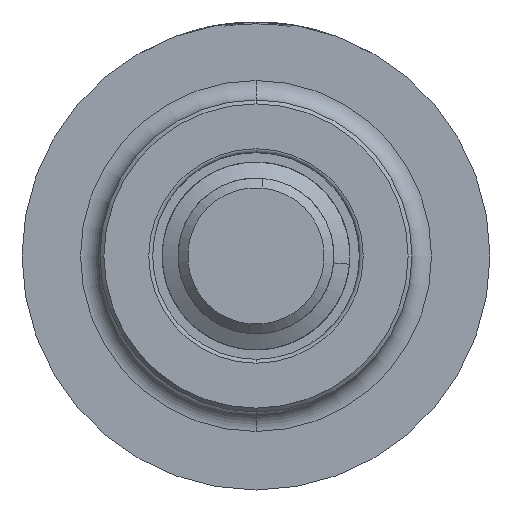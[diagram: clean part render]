
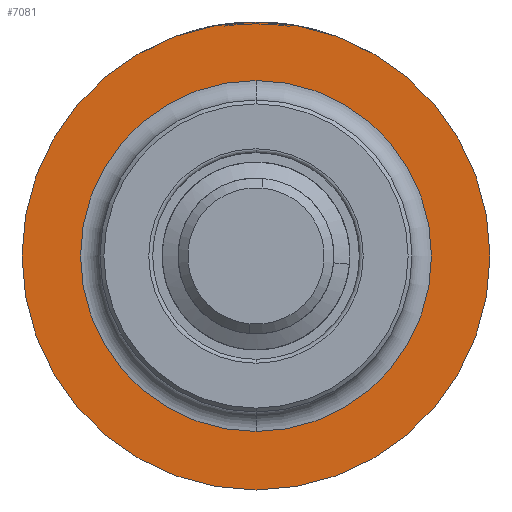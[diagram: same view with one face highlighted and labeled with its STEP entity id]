
A CAD part, front view. The second image highlights one B-rep face of the part: STEP entity #7081.
In plain terms, the highlighted planar face has unit normal (0, -1, 0).
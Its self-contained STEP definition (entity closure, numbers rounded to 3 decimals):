
#18 = AXIS2_PLACEMENT_3D ( 'NONE', #3389, #7715, #334 ) ;
#334 = DIRECTION ( 'NONE',  ( 0., 0., -1. ) ) ;
#637 = EDGE_CURVE ( 'NONE', #5004, #5155, #1413, .T. ) ;
#669 = DIRECTION ( 'NONE',  ( 0., 0., -1. ) ) ;
#776 = AXIS2_PLACEMENT_3D ( 'NONE', #5559, #1849, #6189 ) ;
#803 = EDGE_CURVE ( 'NONE', #3385, #7008, #3142, .T. ) ;
#1109 = CIRCLE ( 'NONE', #776, 9. ) ;
#1137 = EDGE_CURVE ( 'NONE', #5155, #5004, #7870, .T. ) ;
#1196 = EDGE_CURVE ( 'NONE', #7008, #3385, #1109, .T. ) ;
#1413 = CIRCLE ( 'NONE', #7865, 12. ) ;
#1849 = DIRECTION ( 'NONE',  ( 0., -1., 0. ) ) ;
#2219 = DIRECTION ( 'NONE',  ( 0., -1., 0. ) ) ;
#2225 = DIRECTION ( 'NONE',  ( 0., 0., -1. ) ) ;
#2285 = CARTESIAN_POINT ( 'NONE',  ( 0., 9.42, -12. ) ) ;
#2624 = ORIENTED_EDGE ( 'NONE', *, *, #637, .T. ) ;
#2648 = FACE_BOUND ( 'NONE', #7789, .T. ) ;
#3099 = AXIS2_PLACEMENT_3D ( 'NONE', #3752, #5618, #669 ) ;
#3142 = CIRCLE ( 'NONE', #18, 9. ) ;
#3385 = VERTEX_POINT ( 'NONE', #5272 ) ;
#3389 = CARTESIAN_POINT ( 'NONE',  ( 0., 9.42, 0. ) ) ;
#3733 = ORIENTED_EDGE ( 'NONE', *, *, #1196, .F. ) ;
#3752 = CARTESIAN_POINT ( 'NONE',  ( 0., 9.42, 0. ) ) ;
#4177 = PLANE ( 'NONE',  #6367 ) ;
#4207 = CARTESIAN_POINT ( 'NONE',  ( 9., 9.42, 0. ) ) ;
#4374 = FACE_OUTER_BOUND ( 'NONE', #6808, .T. ) ;
#4644 = DIRECTION ( 'NONE',  ( 0., 0., -1. ) ) ;
#4651 = CARTESIAN_POINT ( 'NONE',  ( 0., 9.42, -9. ) ) ;
#4862 = CARTESIAN_POINT ( 'NONE',  ( 0., 9.42, 12. ) ) ;
#5004 = VERTEX_POINT ( 'NONE', #2285 ) ;
#5155 = VERTEX_POINT ( 'NONE', #4862 ) ;
#5272 = CARTESIAN_POINT ( 'NONE',  ( 0., 9.42, 9. ) ) ;
#5322 = DIRECTION ( 'NONE',  ( 0., -1., 0. ) ) ;
#5559 = CARTESIAN_POINT ( 'NONE',  ( 0., 9.42, 0. ) ) ;
#5618 = DIRECTION ( 'NONE',  ( 0., -1., 0. ) ) ;
#5627 = ORIENTED_EDGE ( 'NONE', *, *, #1137, .T. ) ;
#6189 = DIRECTION ( 'NONE',  ( 0., 0., -1. ) ) ;
#6367 = AXIS2_PLACEMENT_3D ( 'NONE', #4207, #5322, #2225 ) ;
#6808 = EDGE_LOOP ( 'NONE', ( #2624, #5627 ) ) ;
#6870 = ORIENTED_EDGE ( 'NONE', *, *, #803, .F. ) ;
#7008 = VERTEX_POINT ( 'NONE', #4651 ) ;
#7081 = ADVANCED_FACE ( 'NONE', ( #4374, #2648 ), #4177, .T. ) ;
#7715 = DIRECTION ( 'NONE',  ( 0., -1., 0. ) ) ;
#7777 = CARTESIAN_POINT ( 'NONE',  ( 0., 9.42, 0. ) ) ;
#7789 = EDGE_LOOP ( 'NONE', ( #3733, #6870 ) ) ;
#7865 = AXIS2_PLACEMENT_3D ( 'NONE', #7777, #2219, #4644 ) ;
#7870 = CIRCLE ( 'NONE', #3099, 12. ) ;
